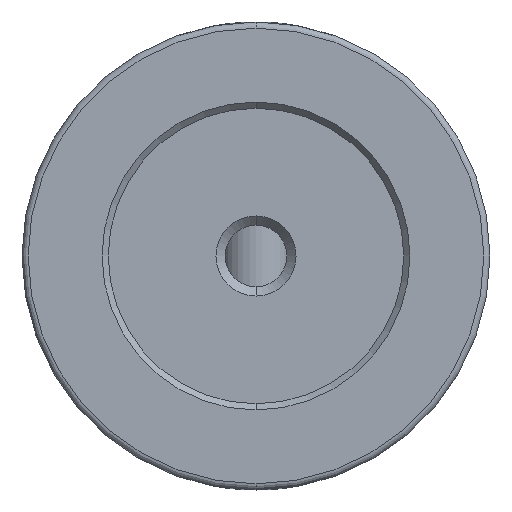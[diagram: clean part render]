
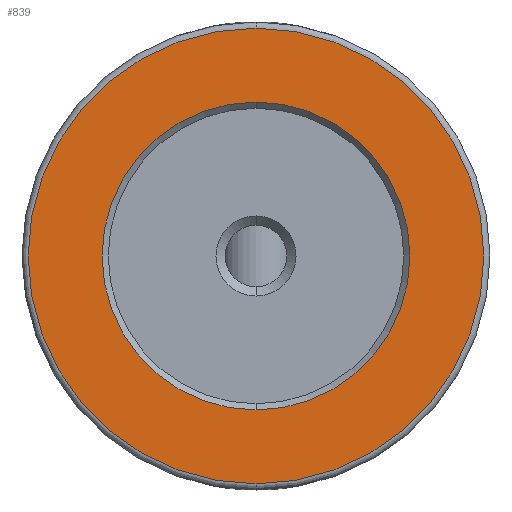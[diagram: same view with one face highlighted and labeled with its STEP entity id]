
A CAD part, front view. The second image highlights one B-rep face of the part: STEP entity #839.
In plain terms, the highlighted planar face has unit normal (0, -1, 0).
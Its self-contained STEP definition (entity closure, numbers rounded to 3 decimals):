
#27 = PLANE ( 'NONE',  #135 ) ;
#63 = EDGE_LOOP ( 'NONE', ( #442, #523 ) ) ;
#64 = DIRECTION ( 'NONE',  ( 0., -1., 0. ) ) ;
#87 = VERTEX_POINT ( 'NONE', #99 ) ;
#96 = DIRECTION ( 'NONE',  ( 0., 0., 1. ) ) ;
#99 = CARTESIAN_POINT ( 'NONE',  ( -85.227, -304.261, 381.5 ) ) ;
#111 = AXIS2_PLACEMENT_3D ( 'NONE', #400, #864, #96 ) ;
#128 = DIRECTION ( 'NONE',  ( 0., 0., 1. ) ) ;
#131 = CARTESIAN_POINT ( 'NONE',  ( -85.227, -304.261, 387.5 ) ) ;
#135 = AXIS2_PLACEMENT_3D ( 'NONE', #878, #424, #646 ) ;
#145 = AXIS2_PLACEMENT_3D ( 'NONE', #831, #276, #128 ) ;
#153 = VERTEX_POINT ( 'NONE', #408 ) ;
#203 = EDGE_CURVE ( 'NONE', #283, #153, #905, .T. ) ;
#276 = DIRECTION ( 'NONE',  ( 0., 1., 0. ) ) ;
#283 = VERTEX_POINT ( 'NONE', #131 ) ;
#297 = EDGE_CURVE ( 'NONE', #153, #283, #950, .T. ) ;
#318 = CIRCLE ( 'NONE', #111, 18.5 ) ;
#331 = CARTESIAN_POINT ( 'NONE',  ( -85.227, -304.261, 418.5 ) ) ;
#334 = EDGE_CURVE ( 'NONE', #87, #718, #990, .T. ) ;
#400 = CARTESIAN_POINT ( 'NONE',  ( -85.227, -304.261, 400. ) ) ;
#408 = CARTESIAN_POINT ( 'NONE',  ( -85.227, -304.261, 412.5 ) ) ;
#424 = DIRECTION ( 'NONE',  ( 0., 1., 0. ) ) ;
#442 = ORIENTED_EDGE ( 'NONE', *, *, #453, .T. ) ;
#453 = EDGE_CURVE ( 'NONE', #718, #87, #318, .T. ) ;
#465 = EDGE_LOOP ( 'NONE', ( #829, #867 ) ) ;
#523 = ORIENTED_EDGE ( 'NONE', *, *, #334, .T. ) ;
#546 = CARTESIAN_POINT ( 'NONE',  ( -85.227, -304.261, 400. ) ) ;
#582 = DIRECTION ( 'NONE',  ( 0., 1., 0. ) ) ;
#592 = DIRECTION ( 'NONE',  ( 0., 0., 1. ) ) ;
#607 = DIRECTION ( 'NONE',  ( 0., 0., 1. ) ) ;
#646 = DIRECTION ( 'NONE',  ( 0., 0., 1. ) ) ;
#656 = FACE_BOUND ( 'NONE', #465, .T. ) ;
#718 = VERTEX_POINT ( 'NONE', #331 ) ;
#741 = FACE_OUTER_BOUND ( 'NONE', #63, .T. ) ;
#829 = ORIENTED_EDGE ( 'NONE', *, *, #297, .T. ) ;
#831 = CARTESIAN_POINT ( 'NONE',  ( -85.227, -304.261, 400. ) ) ;
#839 = ADVANCED_FACE ( 'NONE', ( #656, #741 ), #27, .F. ) ;
#864 = DIRECTION ( 'NONE',  ( 0., -1., 0. ) ) ;
#867 = ORIENTED_EDGE ( 'NONE', *, *, #203, .T. ) ;
#868 = AXIS2_PLACEMENT_3D ( 'NONE', #984, #582, #592 ) ;
#878 = CARTESIAN_POINT ( 'NONE',  ( -85.227, -304.261, 400. ) ) ;
#905 = CIRCLE ( 'NONE', #868, 12.5 ) ;
#950 = CIRCLE ( 'NONE', #145, 12.5 ) ;
#977 = AXIS2_PLACEMENT_3D ( 'NONE', #546, #64, #607 ) ;
#984 = CARTESIAN_POINT ( 'NONE',  ( -85.227, -304.261, 400. ) ) ;
#990 = CIRCLE ( 'NONE', #977, 18.5 ) ;
